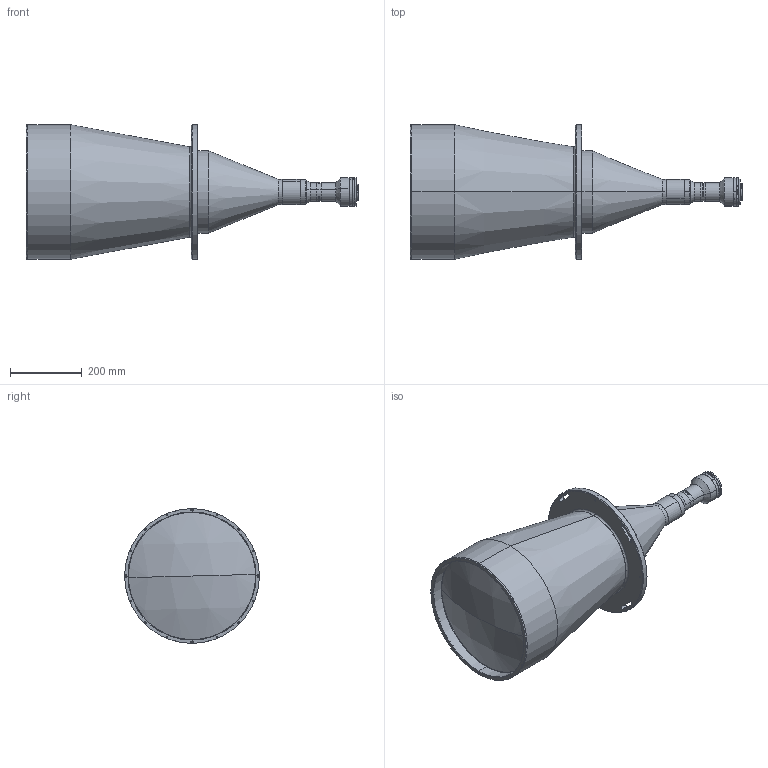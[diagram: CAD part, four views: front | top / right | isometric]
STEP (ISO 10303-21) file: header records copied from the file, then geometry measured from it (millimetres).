
FILE_DESCRIPTION (( 'STEP AP203' ), '1' );
FILE_NAME ('XF-PTL35035-F.STEP', '2019-07-20T02:27:29', ( 'puyufan' ), ( '' ), 'SwSTEP 2.0', 'SolidWorks 2014', '' );
FILE_SCHEMA (( 'CONFIG_CONTROL_DESIGN' ));
Length unit declared in the file: millimetre
Products named in the file (1): XF-PTL35035-F
Bounding box: 927.41 x 376 x 376 mm (x, y, z)
Surface area: 1006171.2 mm2 (no closed solid volume)
Topology: 0 solids, 49 shells, 240 faces, 1250 edges, 1041 vertices
Faces by surface type: cylinder 122, plane 68, cone 26, torus 20, sphere 4
Entity records: 16208 total; most frequent: CARTESIAN_POINT 6273, DIRECTION 2118, ORIENTED_EDGE 1666, EDGE_CURVE 1248, VERTEX_POINT 1041, AXIS2_PLACEMENT_3D 824, CIRCLE 583, LINE 470
